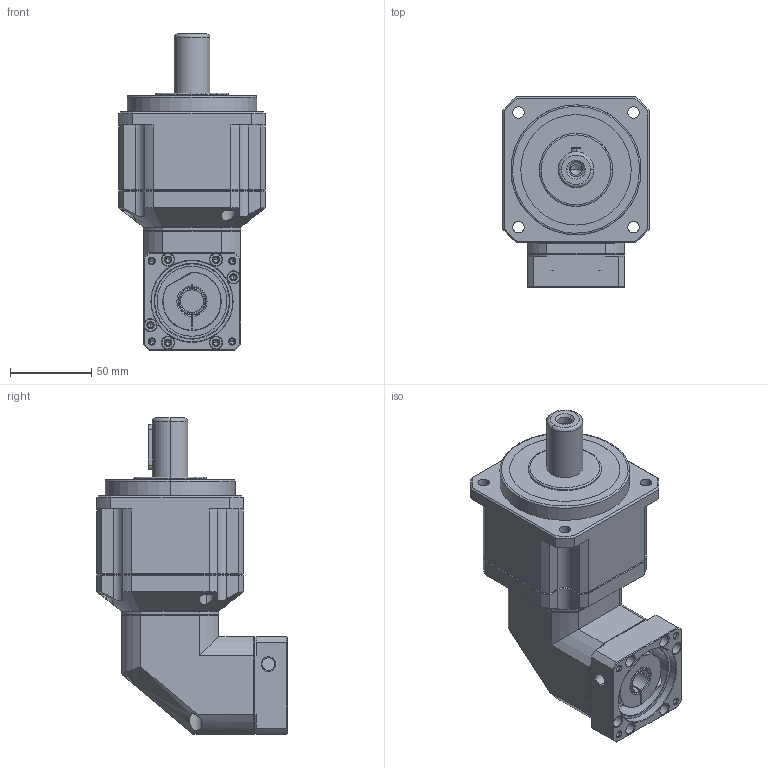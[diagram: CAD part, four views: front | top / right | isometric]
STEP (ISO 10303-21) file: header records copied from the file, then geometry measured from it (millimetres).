
FILE_DESCRIPTION (( 'STEP AP214' ), '1' );
FILE_NAME ('SBL090-L2-14-50-70-M4-M5.STEP', '2021-12-25T07:40:50', ( 'admin' ), ( '' ), 'SwSTEP 2.0', 'SolidWorks 2013', '' );
FILE_SCHEMA (( 'AUTOMOTIVE_DESIGN' ));
Length unit declared in the file: millimetre
Products named in the file (6): SB090_X2_8F9351FA7AEF_X0_; SB090_X2_4E007EA79F7F570863A5_X0_060; SBL060_X2_8F9351658F7495017D2773AF_X0_-14; SBL060-50-70M4; SBL060-14; SBL090-L2-14-50-70-M4-M5
Assembly tree (5 placements, depth 2):
  SBL090-L2-14-50-70-M4-M5
    SBL060-14
    SBL060-50-70M4
    SBL060_X2_8F9351658F7495017D2773AF_X0_-14
    SB090_X2_4E007EA79F7F570863A5_X0_060
    SB090_X2_8F9351FA7AEF_X0_
Bounding box: 90 x 117 x 194.5 mm (x, y, z)
Volume: 878017.2 mm3; surface area: 119074.2 mm2
Topology: 7 solids, 7 shells, 571 faces, 1409 edges, 867 vertices
Faces by surface type: cylinder 208, plane 207, cone 131, bspline 25
Entity records: 24705 total; most frequent: CARTESIAN_POINT 4846, DIRECTION 2809, ORIENTED_EDGE 2770, EDGE_CURVE 1385, AXIS2_PLACEMENT_3D 1087, VERTEX_POINT 867, EDGE_LOOP 650, VECTOR 635
